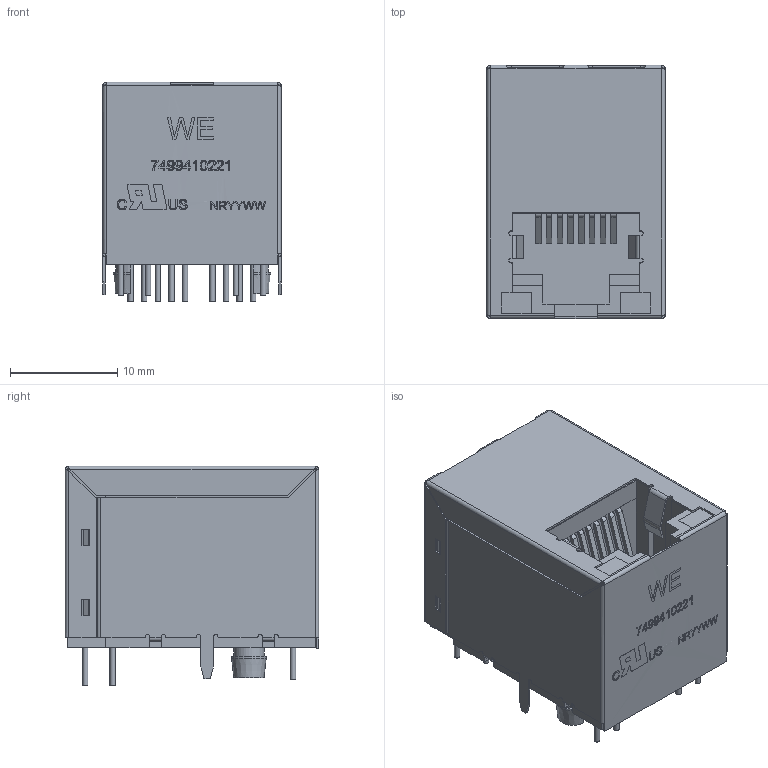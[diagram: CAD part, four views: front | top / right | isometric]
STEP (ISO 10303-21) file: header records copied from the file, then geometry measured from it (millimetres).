
FILE_DESCRIPTION(/* description */ ('Unknown'),/* implementation_level */ '2;1');
FILE_NAME(/* name */ 'T_Wurth_WE-RJ45LAN_7499410221',/* time_stamp */ '2025-08-21T16:03:51+08:00',/* author */ ('Unknown'),/* organization */ ('Unknown'),/* preprocessor_version */ 'ST-DEVELOPER v19.4',/* originating_system */ 'Solid Edge',/* authorisation */ 'Unknown');
FILE_SCHEMA (('AUTOMOTIVE_DESIGN {1 0 10303 214 3 1 1}'));
Length unit declared in the file: millimetre
Products named in the file (2): T_Wurth_WE-RJ45LAN_7499410221
Assembly tree (1 placements, depth 2):
  T_Wurth_WE-RJ45LAN_7499410221
    T_Wurth_WE-RJ45LAN_7499410221
Bounding box: 16.6 x 23.6 x 20.45 mm (x, y, z)
Volume: 4162.7 mm3; surface area: 7563 mm2
Topology: 6 solids, 6 shells, 830 faces, 2241 edges, 1479 vertices
Faces by surface type: plane 602, cylinder 180, bspline 38, torus 8, cone 2
Full cylindrical faces by diameter (mm): 0.497 x4, 0.5 x22
Entity records: 32564 total; most frequent: CARTESIAN_POINT 6626, ORIENTED_EDGE 4388, DIRECTION 3692, EDGE_CURVE 2194, VERTEX_POINT 1470, LINE 1404, VECTOR 1404, AXIS2_PLACEMENT_3D 1144
